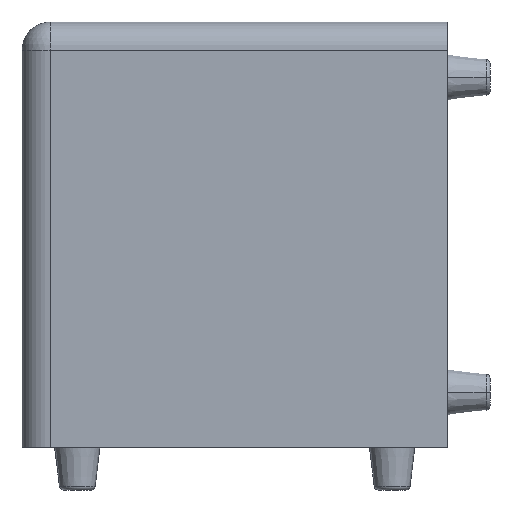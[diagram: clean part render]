
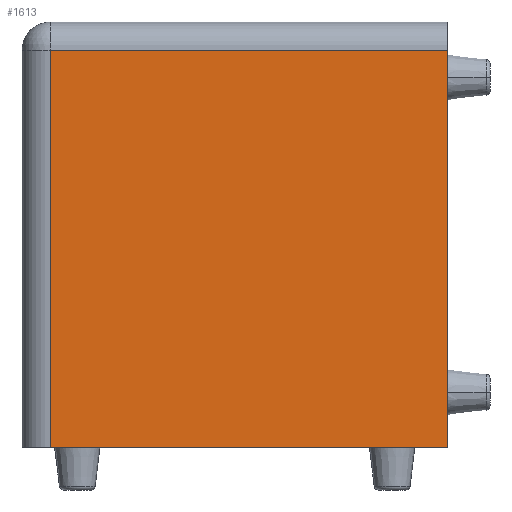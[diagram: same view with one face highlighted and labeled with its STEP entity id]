
A CAD part, left-side view. The second image highlights one B-rep face of the part: STEP entity #1613.
In plain terms, the highlighted planar face has unit normal (-1, 0, 0).
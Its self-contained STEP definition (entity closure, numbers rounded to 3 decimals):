
#72 = VERTEX_POINT ( 'NONE', #1509 ) ;
#103 = EDGE_CURVE ( 'NONE', #1023, #2261, #2218, .T. ) ;
#234 = VECTOR ( 'NONE', #1720, 1000. ) ;
#346 = CARTESIAN_POINT ( 'NONE',  ( -15., 15., 13. ) ) ;
#407 = LINE ( 'NONE', #552, #876 ) ;
#519 = EDGE_CURVE ( 'NONE', #1728, #72, #407, .T. ) ;
#552 = CARTESIAN_POINT ( 'NONE',  ( -15., 15., 15. ) ) ;
#624 = VECTOR ( 'NONE', #1886, 1000. ) ;
#629 = VECTOR ( 'NONE', #995, 1000. ) ;
#633 = ORIENTED_EDGE ( 'NONE', *, *, #910, .T. ) ;
#825 = ORIENTED_EDGE ( 'NONE', *, *, #103, .T. ) ;
#837 = AXIS2_PLACEMENT_3D ( 'NONE', #1875, #2081, #922 ) ;
#876 = VECTOR ( 'NONE', #913, 1000. ) ;
#910 = EDGE_CURVE ( 'NONE', #72, #1023, #1203, .T. ) ;
#913 = DIRECTION ( 'NONE',  ( 0., 0., -1. ) ) ;
#922 = DIRECTION ( 'NONE',  ( 0., 1., 0. ) ) ;
#995 = DIRECTION ( 'NONE',  ( 0., -1., 0. ) ) ;
#1023 = VERTEX_POINT ( 'NONE', #1584 ) ;
#1026 = ORIENTED_EDGE ( 'NONE', *, *, #1385, .T. ) ;
#1071 = CARTESIAN_POINT ( 'NONE',  ( -15., -13., 13. ) ) ;
#1203 = LINE ( 'NONE', #2154, #629 ) ;
#1208 = EDGE_LOOP ( 'NONE', ( #633, #825, #1026, #1847 ) ) ;
#1385 = EDGE_CURVE ( 'NONE', #2261, #1728, #1780, .T. ) ;
#1509 = CARTESIAN_POINT ( 'NONE',  ( -15., 15., -15. ) ) ;
#1584 = CARTESIAN_POINT ( 'NONE',  ( -15., -13., -15. ) ) ;
#1613 = ADVANCED_FACE ( 'NONE', ( #2206 ), #2451, .F. ) ;
#1711 = CARTESIAN_POINT ( 'NONE',  ( -15., -13., 15. ) ) ;
#1720 = DIRECTION ( 'NONE',  ( 0., 1., 0. ) ) ;
#1728 = VERTEX_POINT ( 'NONE', #2476 ) ;
#1780 = LINE ( 'NONE', #346, #234 ) ;
#1847 = ORIENTED_EDGE ( 'NONE', *, *, #519, .T. ) ;
#1875 = CARTESIAN_POINT ( 'NONE',  ( -15., 15., 15. ) ) ;
#1886 = DIRECTION ( 'NONE',  ( 0., 0., 1. ) ) ;
#2081 = DIRECTION ( 'NONE',  ( 1., 0., 0. ) ) ;
#2154 = CARTESIAN_POINT ( 'NONE',  ( -15., 15., -15. ) ) ;
#2206 = FACE_OUTER_BOUND ( 'NONE', #1208, .T. ) ;
#2218 = LINE ( 'NONE', #1711, #624 ) ;
#2261 = VERTEX_POINT ( 'NONE', #1071 ) ;
#2451 = PLANE ( 'NONE',  #837 ) ;
#2476 = CARTESIAN_POINT ( 'NONE',  ( -15., 15., 13. ) ) ;
